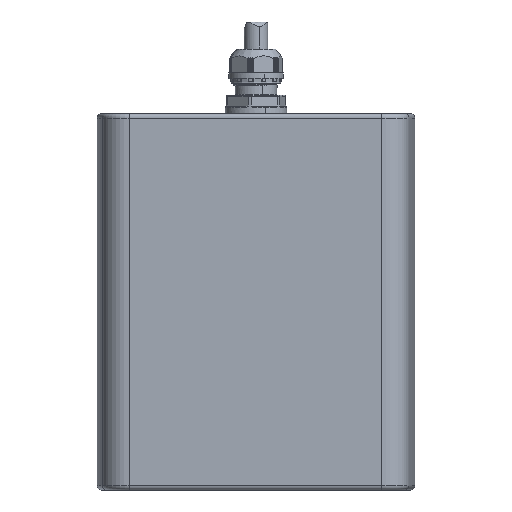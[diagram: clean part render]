
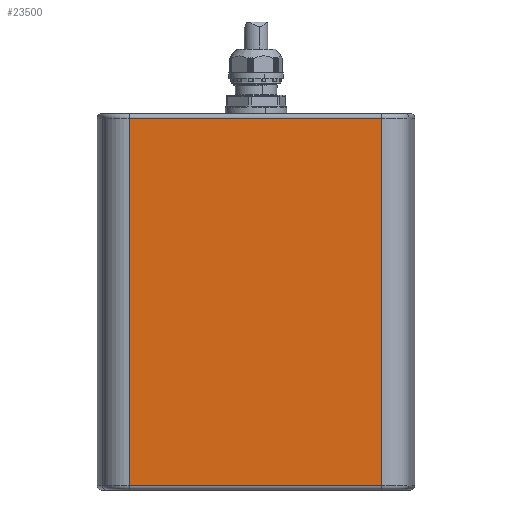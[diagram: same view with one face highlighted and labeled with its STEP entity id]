
A CAD part, front view. The second image highlights one B-rep face of the part: STEP entity #23500.
In plain terms, the highlighted planar face has unit normal (0, -1, 0).
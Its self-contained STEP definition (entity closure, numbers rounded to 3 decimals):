
#341 = VERTEX_POINT ( 'NONE', #8810 ) ;
#2525 = DIRECTION ( 'NONE',  ( 0., 0., 1. ) ) ;
#3592 = LINE ( 'NONE', #24568, #29633 ) ;
#3607 = ORIENTED_EDGE ( 'NONE', *, *, #17096, .T. ) ;
#4176 = DIRECTION ( 'NONE',  ( 0., 0., 1. ) ) ;
#5098 = LINE ( 'NONE', #13003, #30340 ) ;
#5828 = LINE ( 'NONE', #13719, #26453 ) ;
#6752 = CARTESIAN_POINT ( 'NONE',  ( -52.65, -83.717, 83. ) ) ;
#7526 = VERTEX_POINT ( 'NONE', #31693 ) ;
#8810 = CARTESIAN_POINT ( 'NONE',  ( -52.65, -83.717, -81. ) ) ;
#10159 = CARTESIAN_POINT ( 'NONE',  ( 58.626, -83.717, -81. ) ) ;
#10371 = AXIS2_PLACEMENT_3D ( 'NONE', #6752, #20340, #4176 ) ;
#12539 = DIRECTION ( 'NONE',  ( -1., 0., 0. ) ) ;
#13003 = CARTESIAN_POINT ( 'NONE',  ( 58.626, -83.717, -83. ) ) ;
#13719 = CARTESIAN_POINT ( 'NONE',  ( -52.65, -83.717, -81. ) ) ;
#14223 = DIRECTION ( 'NONE',  ( 0., 0., 1. ) ) ;
#14243 = VECTOR ( 'NONE', #12539, 1000. ) ;
#16812 = CARTESIAN_POINT ( 'NONE',  ( -52.65, -83.717, 81. ) ) ;
#16835 = ORIENTED_EDGE ( 'NONE', *, *, #30622, .T. ) ;
#16844 = EDGE_CURVE ( 'NONE', #20695, #341, #5828, .T. ) ;
#17096 = EDGE_CURVE ( 'NONE', #20695, #7526, #5098, .T. ) ;
#18060 = VERTEX_POINT ( 'NONE', #16812 ) ;
#19427 = ORIENTED_EDGE ( 'NONE', *, *, #16844, .F. ) ;
#20135 = ORIENTED_EDGE ( 'NONE', *, *, #26644, .F. ) ;
#20340 = DIRECTION ( 'NONE',  ( 0., 1., 0. ) ) ;
#20695 = VERTEX_POINT ( 'NONE', #10159 ) ;
#21469 = DIRECTION ( 'NONE',  ( -1., 0., 0. ) ) ;
#23500 = ADVANCED_FACE ( 'NONE', ( #27742 ), #30311, .F. ) ;
#24568 = CARTESIAN_POINT ( 'NONE',  ( -52.65, -83.717, -83. ) ) ;
#26445 = EDGE_LOOP ( 'NONE', ( #16835, #20135, #19427, #3607 ) ) ;
#26453 = VECTOR ( 'NONE', #21469, 1000. ) ;
#26644 = EDGE_CURVE ( 'NONE', #341, #18060, #3592, .T. ) ;
#27519 = LINE ( 'NONE', #30450, #14243 ) ;
#27742 = FACE_OUTER_BOUND ( 'NONE', #26445, .T. ) ;
#29633 = VECTOR ( 'NONE', #14223, 1000. ) ;
#30311 = PLANE ( 'NONE',  #10371 ) ;
#30340 = VECTOR ( 'NONE', #2525, 1000. ) ;
#30450 = CARTESIAN_POINT ( 'NONE',  ( -52.65, -83.717, 81. ) ) ;
#30622 = EDGE_CURVE ( 'NONE', #7526, #18060, #27519, .T. ) ;
#31693 = CARTESIAN_POINT ( 'NONE',  ( 58.626, -83.717, 81. ) ) ;
